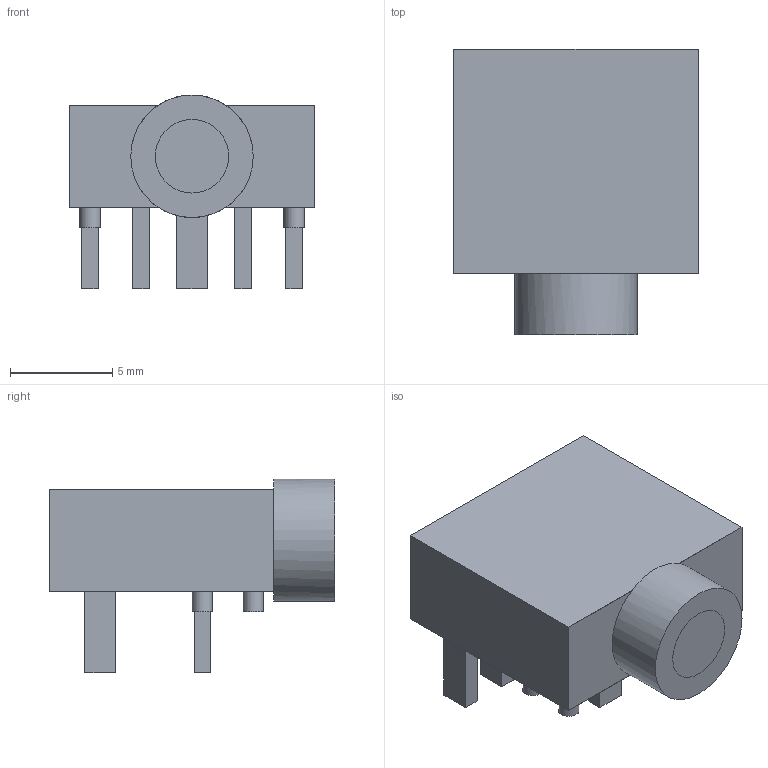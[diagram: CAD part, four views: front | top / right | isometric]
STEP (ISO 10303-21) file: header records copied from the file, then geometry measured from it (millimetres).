
FILE_DESCRIPTION(('FreeCAD Model'),'2;1');
FILE_NAME('JC-128.step', '2018-05-14T10:31:01',('kicad StepUp'),('ksu MCAD'), 'Open CASCADE STEP processor 6.8','FreeCAD','Unknown');
FILE_SCHEMA(('AUTOMOTIVE_DESIGN_CC2 { 1 2 10303 214 -1 1 5 4 }'));
Length unit declared in the file: millimetre
Products named in the file (6): ASSEMBLY; Pad001; Pocket; Pad003; Pad; Pad002
Assembly tree (5 placements, depth 2):
  ASSEMBLY
    Pad001
    Pocket
    Pad003
    Pad
    Pad002
Bounding box: 12 x 14 x 9.5 mm (x, y, z)
Surface area: 1822.1 mm2
Topology: 13 solids, 13 shells, 75 faces, 136 edges, 88 vertices
Faces by surface type: plane 67, cylinder 8
Full cylindrical faces by diameter (mm): 1 x5, 3.6 x1, 6 x2
Entity records: 2093 total; most frequent: DIRECTION 322, CARTESIAN_POINT 305, ORIENTED_EDGE 272, EDGE_CURVE 136, LINE 112, VECTOR 112, AXIS2_PLACEMENT_3D 105, VERTEX_POINT 88
